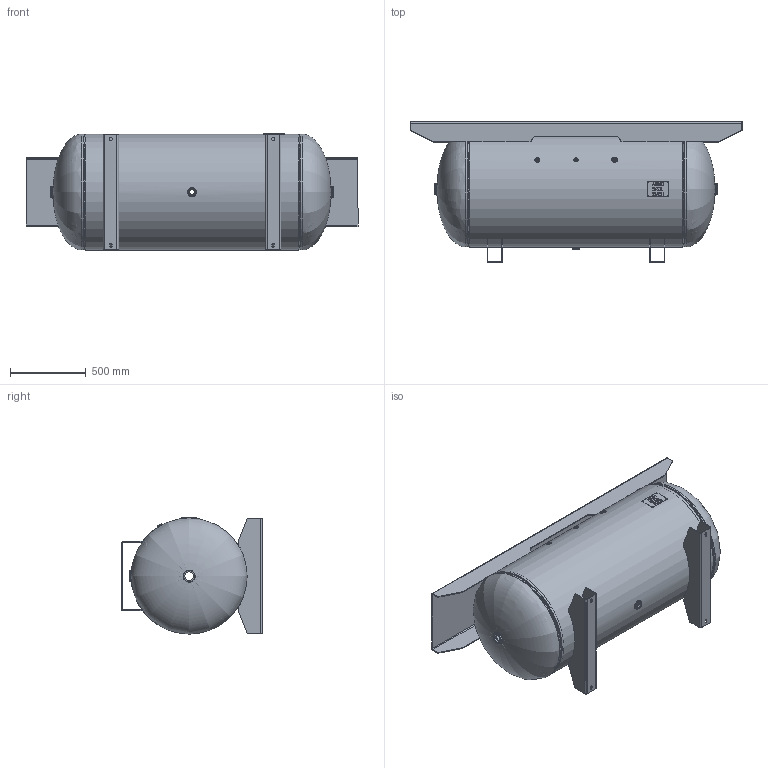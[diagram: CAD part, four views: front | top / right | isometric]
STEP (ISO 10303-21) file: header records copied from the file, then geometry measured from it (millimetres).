
FILE_DESCRIPTION(/* description */ ('30 X 72 200# HORZ ASME STOCK 200GAL W/CHNLS & EXT TPLT'),/* implementation_level */ '2;1');
FILE_NAME(/* name */ 'SPVG_A10140.stp',/* time_stamp */ '2018-11-06T15:58:17-06:00',/* author */ ('kim.thoune'),/* organization */ (''),/* preprocessor_version */ 'ST-DEVELOPER v16.5',/* originating_system */ 'Autodesk Inventor 2017',/* authorisation */ '');
FILE_SCHEMA (('AUTOMOTIVE_DESIGN { 1 0 10303 214 3 1 1 }'));
Length unit declared in the file: inch
Products named in the file (16): A10140; A10140-1; A10140-2; 910-871-1; A10140-3; 910-871-1_1; S100040; F102000; F102001; F101000; F100500; F100375; F100250; S100136; 60-140; 64-053
Assembly tree (19 placements, depth 3):
  A10140
    A10140-1
    A10140-2
      910-871-1
    A10140-3
      910-871-1_1
    S100040  x2
    F102000  x2
    F102001  x3
    F101000
    F100500
    F100375
    F100250
    S100136
    60-140
      64-053
Bounding box: 2184.4 x 927.1 x 764.48 mm (x, y, z)
Volume: 34204897.7 mm3; surface area: 13679778.7 mm2
Topology: 16 solids, 16 shells, 591 faces, 1538 edges, 1005 vertices
Faces by surface type: plane 399, cylinder 95, torus 42, bspline 41, cone 14
Full cylindrical faces by diameter (mm): 6.35 x4, 11.455 x1, 14.961 x1, 18.644 x1, 25.387 x1, 26.987 x2, 30.302 x1, 31.75 x1, 33.337 x1, 43.256 x1, 44.45 x1, 46.037 x1, 56.667 x5, 60.325 x1, 66.675 x3, 68.263 x5, 76.2 x3, 79.383 x2, 101.6 x3, 744.068 x2, 752.958 x2, 753.11 x3, 762 x2, 763.27 x1
Entity records: 16962 total; most frequent: CARTESIAN_POINT 4761, ORIENTED_EDGE 2400, DIRECTION 2254, EDGE_CURVE 1200, LINE 952, VECTOR 952, VERTEX_POINT 830, AXIS2_PLACEMENT_3D 651
